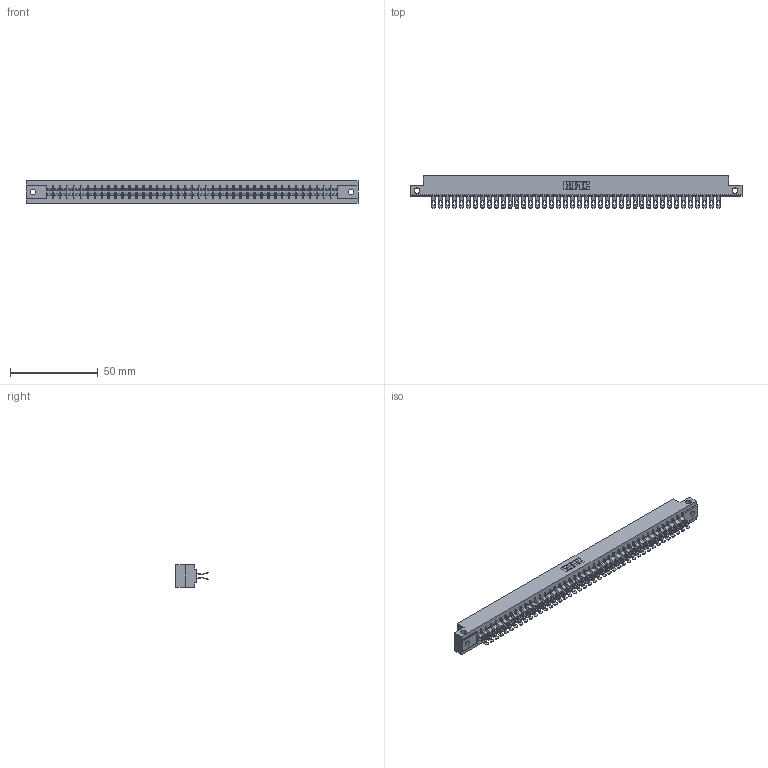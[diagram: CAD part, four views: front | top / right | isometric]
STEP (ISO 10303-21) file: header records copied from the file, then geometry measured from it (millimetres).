
FILE_DESCRIPTION (( 'STEP AP203' ), '1' );
FILE_NAME ('315-084-555-212.STEP', '2020-09-20T04:28:19', ( '' ), ( '' ), 'SwSTEP 2.0', 'SolidWorks 2020', '' );
FILE_SCHEMA (( 'CONFIG_CONTROL_DESIGN' ));
Length unit declared in the file: inch
Products named in the file (3): 305 Part_.128 Dia; 305-290-001_555; 315-084-555-212
Assembly tree (85 placements, depth 2):
  315-084-555-212
    305 Part_.128 Dia
    305-290-001_555  x84
Bounding box: 189.43 x 18.41 x 12.7 mm (x, y, z)
Volume: 19810 mm3; surface area: 26861.6 mm2
Topology: 85 solids, 85 shells, 5672 faces, 16942 edges, 11064 vertices
Faces by surface type: plane 2756, cylinder 2748, sphere 168
Entity records: 46505 total; most frequent: CARTESIAN_POINT 7762, ORIENTED_EDGE 7652, DIRECTION 7442, EDGE_CURVE 3826, LINE 3058, VECTOR 3058, VERTEX_POINT 2432, AXIS2_PLACEMENT_3D 2192
